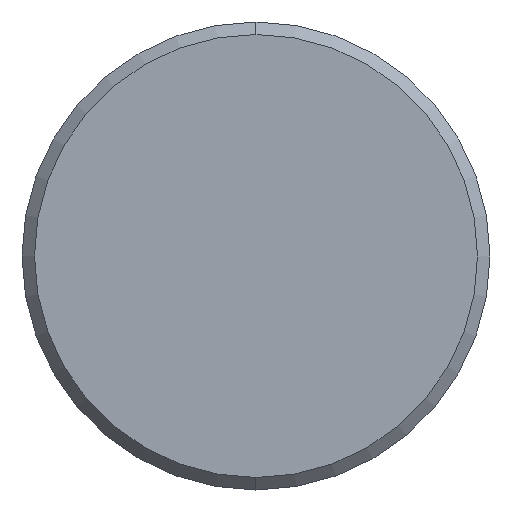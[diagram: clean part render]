
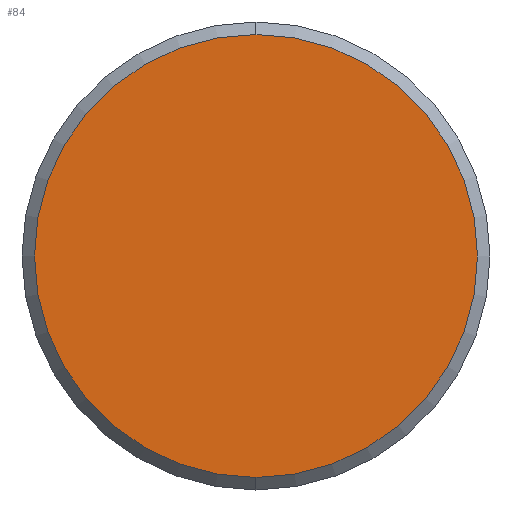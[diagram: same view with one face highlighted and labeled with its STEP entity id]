
A CAD part, left-side view. The second image highlights one B-rep face of the part: STEP entity #84.
In plain terms, the highlighted planar face has unit normal (-1, 0, 0).
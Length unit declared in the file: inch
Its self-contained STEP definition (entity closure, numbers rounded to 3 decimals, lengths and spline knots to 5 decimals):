
#58 = DIRECTION ( 'NONE',  ( 0., 0., -1. ) ) ;
#84 = ADVANCED_FACE ( 'NONE', ( #666 ), #1177, .T. ) ;
#143 = CARTESIAN_POINT ( 'NONE',  ( 0., 0., 0. ) ) ;
#218 = AXIS2_PLACEMENT_3D ( 'NONE', #744, #324, #1073 ) ;
#234 = AXIS2_PLACEMENT_3D ( 'NONE', #143, #877, #246 ) ;
#246 = DIRECTION ( 'NONE',  ( 0., 0., -1. ) ) ;
#288 = ORIENTED_EDGE ( 'NONE', *, *, #566, .F. ) ;
#324 = DIRECTION ( 'NONE',  ( -1., 0., 0. ) ) ;
#566 = EDGE_CURVE ( 'NONE', #1274, #1331, #571, .T. ) ;
#571 = CIRCLE ( 'NONE', #1151, 0.355 ) ;
#666 = FACE_OUTER_BOUND ( 'NONE', #684, .T. ) ;
#682 = DIRECTION ( 'NONE',  ( 1., 0., 0. ) ) ;
#684 = EDGE_LOOP ( 'NONE', ( #288, #1005 ) ) ;
#744 = CARTESIAN_POINT ( 'NONE',  ( 0., 0.375, 0. ) ) ;
#877 = DIRECTION ( 'NONE',  ( 1., 0., 0. ) ) ;
#949 = CARTESIAN_POINT ( 'NONE',  ( 0., 0., -0.355 ) ) ;
#955 = EDGE_CURVE ( 'NONE', #1331, #1274, #1299, .T. ) ;
#965 = CARTESIAN_POINT ( 'NONE',  ( 0., 0., 0.355 ) ) ;
#1005 = ORIENTED_EDGE ( 'NONE', *, *, #955, .F. ) ;
#1073 = DIRECTION ( 'NONE',  ( 0., 0., 1. ) ) ;
#1151 = AXIS2_PLACEMENT_3D ( 'NONE', #1327, #682, #58 ) ;
#1177 = PLANE ( 'NONE',  #218 ) ;
#1274 = VERTEX_POINT ( 'NONE', #949 ) ;
#1299 = CIRCLE ( 'NONE', #234, 0.355 ) ;
#1327 = CARTESIAN_POINT ( 'NONE',  ( 0., 0., 0. ) ) ;
#1331 = VERTEX_POINT ( 'NONE', #965 ) ;
